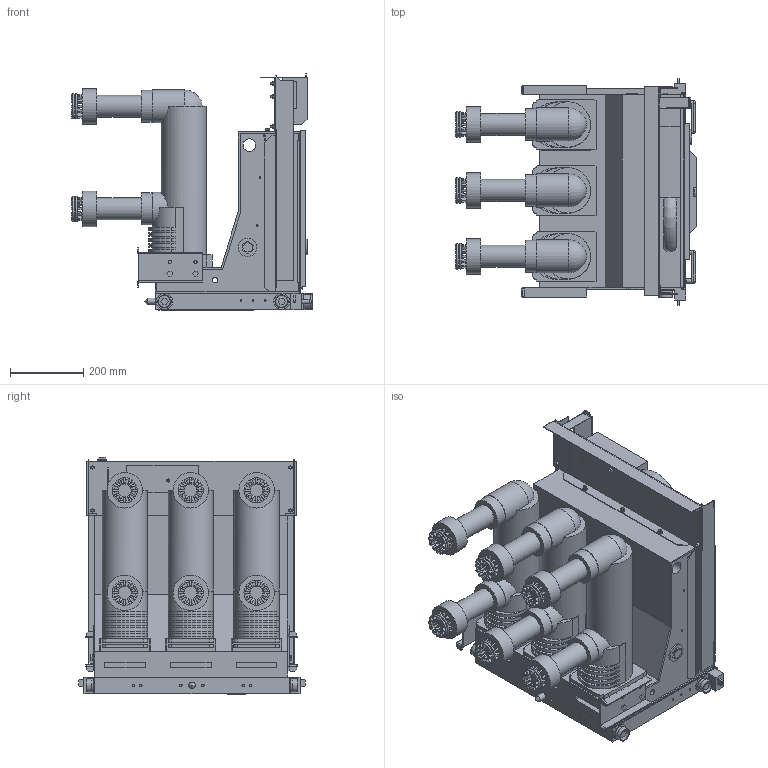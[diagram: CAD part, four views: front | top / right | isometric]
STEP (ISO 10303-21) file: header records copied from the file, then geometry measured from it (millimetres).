
FILE_DESCRIPTION(('STEP AP203'), '1');
FILE_NAME('Âàêóóìíûé âûêëþ÷àòåëü ESQ BB(D)-12 630-25-180 ÓÇ', '', ('UNSPECIFIED'), ('UNSPECIFIED'), 'C3D Converter', 'C3D Toolkit', '');
FILE_SCHEMA(('CONFIG_CONTROL_DESIGN'));
Length unit declared in the file: millimetre
Assembly tree (10 placements, depth 2):
  (unnamed)
    (unnamed)
    (unnamed)  x3
    (unnamed)
    (unnamed)
    (unnamed)
    (unnamed)
    (unnamed)
    (unnamed)
Bounding box: 659.5 x 619 x 648 mm (x, y, z)
Volume: 86681920.9 mm3; surface area: 4495160.7 mm2
Topology: 23 solids, 23 shells, 4752 faces, 13054 edges, 8684 vertices
Faces by surface type: plane 2762, extrusion 1453, cylinder 516, torus 19, cone 1, bspline 1
Full cylindrical faces by diameter (mm): 4.5 x6, 5 x4, 6 x12, 7 x6, 8 x2, 9 x10, 9.5 x3, 11 x6, 12 x7, 14 x4, 15 x1, 18 x3, 32 x4, 34.5 x1, 36 x1, 36.5 x4, 38 x1, 42 x2, 44 x4, 50 x2, 60 x6, 87 x6, 90 x6, 97 x6, 124 x3
Entity records: 144395 total; most frequent: CARTESIAN_POINT 31801, ORIENTED_EDGE 20356, DIRECTION 13870, EDGE_CURVE 10178, VECTOR 8064, VERTEX_POINT 6835, LINE 6611, B_SPLINE_CURVE_WITH_KNOTS 4363
